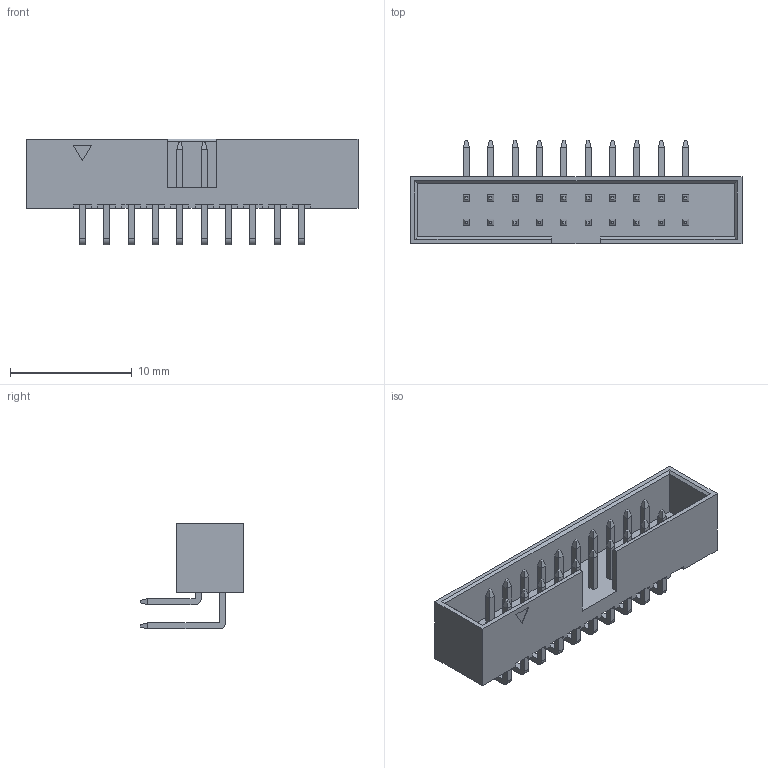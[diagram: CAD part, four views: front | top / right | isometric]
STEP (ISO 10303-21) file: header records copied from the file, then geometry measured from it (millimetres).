
FILE_DESCRIPTION(/* description */ ('Unknown'),/* implementation_level */ '2;1');
FILE_NAME(/* name */ '62502021721',/* time_stamp */ '2018-10-31T13:32:46+01:00',/* author */ ('Unknown'),/* organization */ ('Unknown'),/* preprocessor_version */ 'ST-DEVELOPER v16.7',/* originating_system */ 'DEX',/* authorisation */ $);
FILE_SCHEMA (('CONFIG_CONTROL_DESIGN','AP203_CONFIGURATION_CONTROLLED_3D_DESIGN_OF_MECHANICAL_PARTS_AND_ASSEMBLIES_MIM_LF { 1 0 10303 203 3 1 4 }','AUTOMOTIVE_DESIGN {1 0 10303 214 3 1 1}'));
Length unit declared in the file: millimetre
Products named in the file (4): 6250xx21721; 62502021621; 6250xx21721_PIN; 6250xx21721_PIN_LONG
Assembly tree (21 placements, depth 2):
  6250xx21721
    62502021621
    6250xx21721_PIN  x10
    6250xx21721_PIN_LONG  x10
Bounding box: 27.25 x 8.5 x 8.7 mm (x, y, z)
Volume: 417.4 mm3; surface area: 1459.8 mm2
Topology: 21 solids, 21 shells, 563 faces, 1396 edges, 876 vertices
Faces by surface type: plane 543, cylinder 20
Entity records: 8474 total; most frequent: CARTESIAN_POINT 1489, ORIENTED_EDGE 1460, DIRECTION 1292, EDGE_CURVE 730, LINE 726, VECTOR 726, VERTEX_POINT 480, EDGE_LOOP 298
